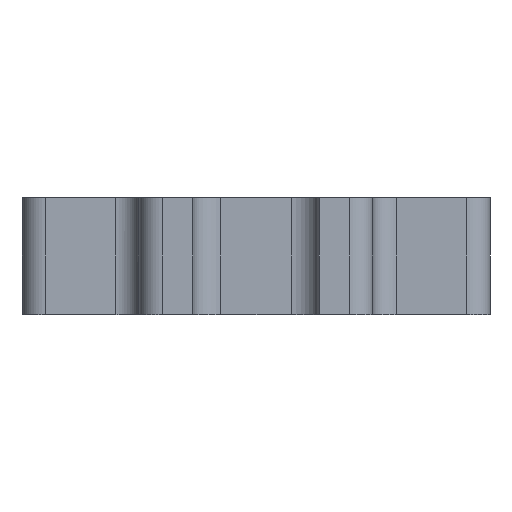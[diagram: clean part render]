
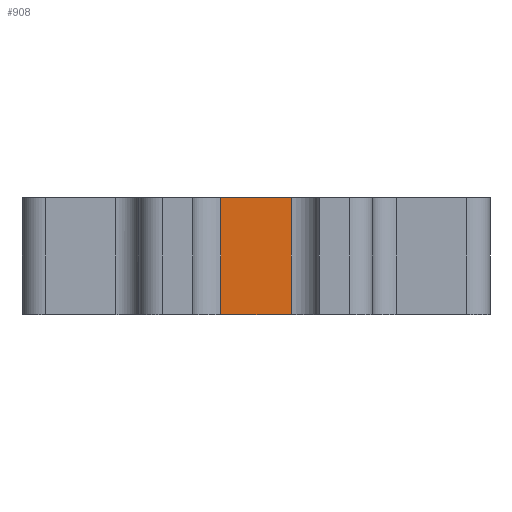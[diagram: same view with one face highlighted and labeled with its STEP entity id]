
A CAD part, left-side view. The second image highlights one B-rep face of the part: STEP entity #908.
In plain terms, the highlighted planar face has unit normal (-1, 0, 0).
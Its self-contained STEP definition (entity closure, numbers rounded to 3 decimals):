
#1 = VECTOR ( 'NONE', #1003, 1000. ) ;
#136 = EDGE_CURVE ( 'NONE', #292, #636, #608, .T. ) ;
#163 = PLANE ( 'NONE',  #188 ) ;
#188 = AXIS2_PLACEMENT_3D ( 'NONE', #419, #1132, #291 ) ;
#291 = DIRECTION ( 'NONE',  ( 0., 0., 1. ) ) ;
#292 = VERTEX_POINT ( 'NONE', #821 ) ;
#419 = CARTESIAN_POINT ( 'NONE',  ( -10., 1.5, -5.7 ) ) ;
#452 = EDGE_CURVE ( 'NONE', #636, #490, #861, .T. ) ;
#454 = DIRECTION ( 'NONE',  ( 0., 1., 0. ) ) ;
#484 = EDGE_CURVE ( 'NONE', #1768, #292, #1537, .T. ) ;
#490 = VERTEX_POINT ( 'NONE', #884 ) ;
#594 = EDGE_LOOP ( 'NONE', ( #1136, #656, #1016, #748 ) ) ;
#608 = LINE ( 'NONE', #1561, #1105 ) ;
#636 = VERTEX_POINT ( 'NONE', #643 ) ;
#643 = CARTESIAN_POINT ( 'NONE',  ( -10., 1.5, -5. ) ) ;
#656 = ORIENTED_EDGE ( 'NONE', *, *, #136, .T. ) ;
#741 = CARTESIAN_POINT ( 'NONE',  ( -10., -1.5, -5.7 ) ) ;
#748 = ORIENTED_EDGE ( 'NONE', *, *, #983, .T. ) ;
#821 = CARTESIAN_POINT ( 'NONE',  ( -10., 1.5, 0. ) ) ;
#861 = LINE ( 'NONE', #1405, #1 ) ;
#884 = CARTESIAN_POINT ( 'NONE',  ( -10., -1.5, -5. ) ) ;
#908 = ADVANCED_FACE ( 'NONE', ( #1721 ), #163, .T. ) ;
#983 = EDGE_CURVE ( 'NONE', #490, #1768, #1522, .T. ) ;
#1003 = DIRECTION ( 'NONE',  ( 0., -1., 0. ) ) ;
#1016 = ORIENTED_EDGE ( 'NONE', *, *, #452, .T. ) ;
#1060 = VECTOR ( 'NONE', #454, 1000. ) ;
#1105 = VECTOR ( 'NONE', #1166, 1000. ) ;
#1132 = DIRECTION ( 'NONE',  ( -1., 0., 0. ) ) ;
#1136 = ORIENTED_EDGE ( 'NONE', *, *, #484, .T. ) ;
#1166 = DIRECTION ( 'NONE',  ( 0., 0., -1. ) ) ;
#1334 = CARTESIAN_POINT ( 'NONE',  ( -10., -1.5, 0. ) ) ;
#1405 = CARTESIAN_POINT ( 'NONE',  ( -10., 0., -5. ) ) ;
#1522 = LINE ( 'NONE', #741, #1710 ) ;
#1537 = LINE ( 'NONE', #1708, #1060 ) ;
#1561 = CARTESIAN_POINT ( 'NONE',  ( -10., 1.5, -5.7 ) ) ;
#1708 = CARTESIAN_POINT ( 'NONE',  ( -10., 1.5, 0. ) ) ;
#1709 = DIRECTION ( 'NONE',  ( 0., 0., 1. ) ) ;
#1710 = VECTOR ( 'NONE', #1709, 1000. ) ;
#1721 = FACE_OUTER_BOUND ( 'NONE', #594, .T. ) ;
#1768 = VERTEX_POINT ( 'NONE', #1334 ) ;
